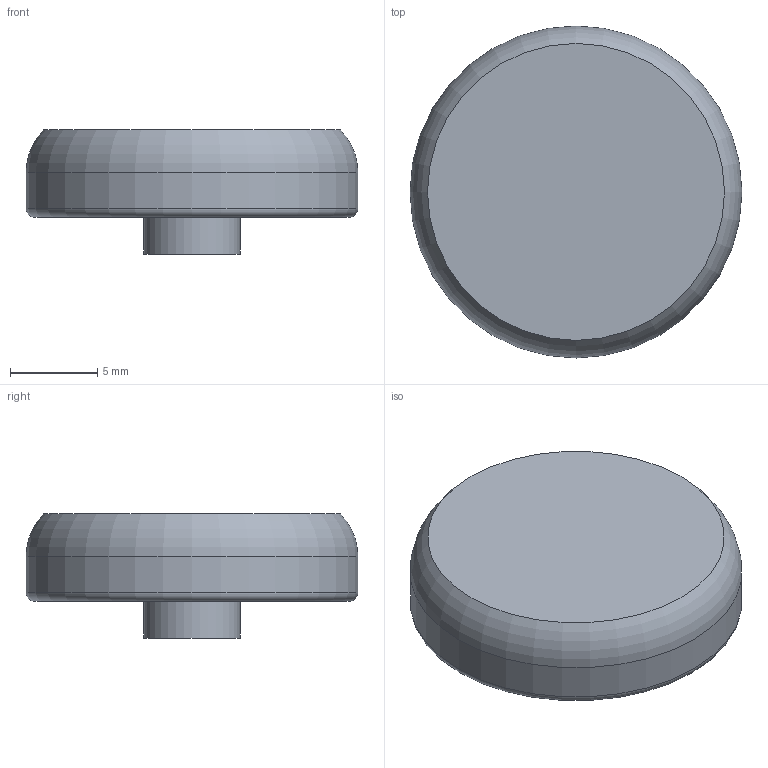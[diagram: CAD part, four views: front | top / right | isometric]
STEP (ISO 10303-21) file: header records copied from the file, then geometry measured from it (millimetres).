
FILE_DESCRIPTION(/* description */ ('','CAx-IF Rec.Pracs.---Representation and Presentation of Product Manufacturing Information (PMI)---4.0---2014-10-13'),/* implementation_level */ '2;1');
FILE_NAME(/* name */ 'OSBMX v2 - 24mm - Plunger.step',/* time_stamp */ '2025-02-23T10:18:04-05:00',/* author */ (''),/* organization */ (''),/* preprocessor_version */ 'ST-DEVELOPER v20',/* originating_system */ 'Autodesk Translation Framework v13.20.0.188',/* authorisation */ '');
FILE_SCHEMA (('AP242_MANAGED_MODEL_BASED_3D_ENGINEERING_MIM_LF { 1 0 10303 442 1 1 4 }'));
Length unit declared in the file: millimetre
Products named in the file (1): cherry mx v28
Bounding box: 19 x 19 x 7.1 mm (x, y, z)
Volume: 1030.3 mm3; surface area: 1027.2 mm2
Topology: 1 solids, 1 shells, 28 faces, 67 edges, 44 vertices
Faces by surface type: plane 17, cylinder 7, torus 3, cone 1
Full cylindrical faces by diameter (mm): 5.5 x1, 16 x1, 19 x1
Entity records: 854 total; most frequent: DIRECTION 148, CARTESIAN_POINT 140, ORIENTED_EDGE 134, EDGE_CURVE 67, AXIS2_PLACEMENT_3D 52, LINE 44, VECTOR 44, VERTEX_POINT 44
